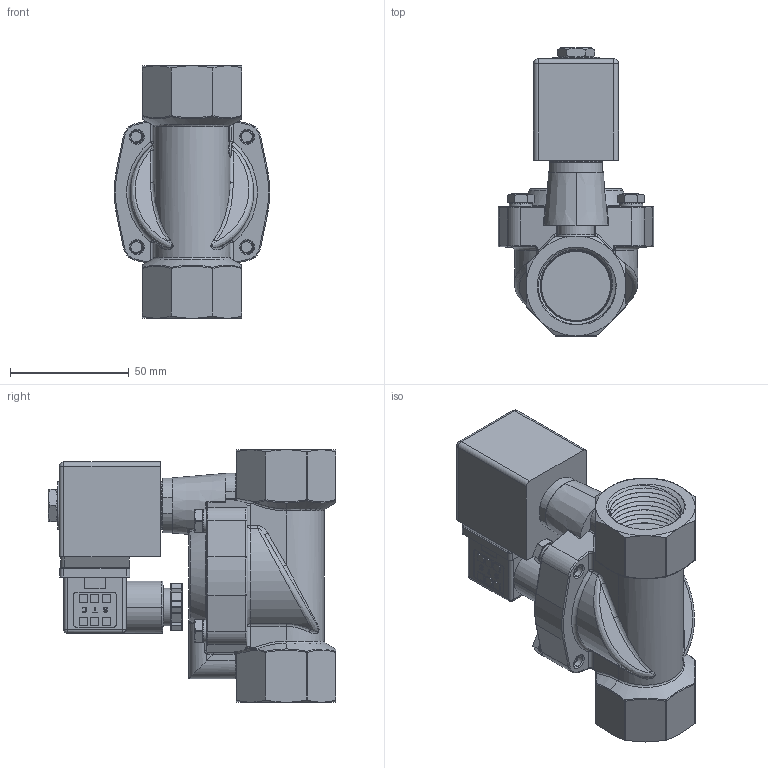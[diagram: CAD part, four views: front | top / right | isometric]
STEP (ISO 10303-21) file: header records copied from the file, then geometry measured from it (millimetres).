
FILE_DESCRIPTION (( 'STEP AP214' ), '1' );
FILE_NAME ('2DS250-1.STEP', '2018-10-03T17:02:49', ( '' ), ( '' ), 'SwSTEP 2.0', 'SolidWorks 2016', '' );
FILE_SCHEMA (( 'AUTOMOTIVE_DESIGN' ));
Length unit declared in the file: millimetre
Products named in the file (1): 2DS250-1
Bounding box: 65.65 x 121.35 x 106.5 mm (x, y, z)
Volume: 269261.8 mm3; surface area: 71227.3 mm2
Topology: 22 solids, 22 shells, 2128 faces, 6034 edges, 3987 vertices
Faces by surface type: plane 1050, cylinder 600, bspline 222, cone 149, torus 68, sphere 39
Entity records: 139646 total; most frequent: CARTESIAN_POINT 64726, ORIENTED_EDGE 11996, DIRECTION 8676, EDGE_CURVE 5998, VERTEX_POINT 3987, LINE 3342, VECTOR 3342, AXIS2_PLACEMENT_3D 2667
